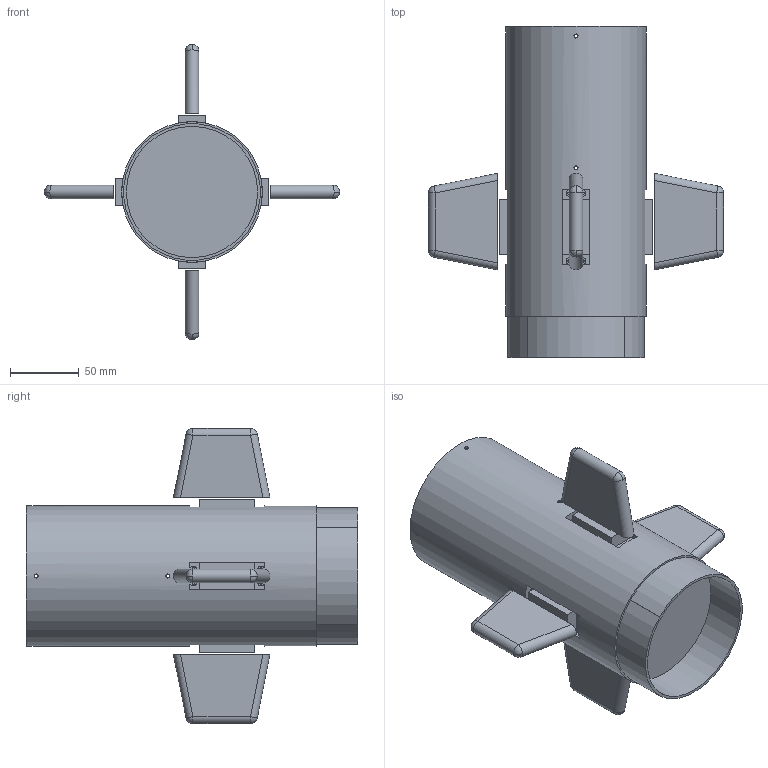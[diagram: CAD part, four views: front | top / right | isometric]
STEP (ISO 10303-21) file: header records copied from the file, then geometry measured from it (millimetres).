
FILE_DESCRIPTION(/* description */ (''),/* implementation_level */ '2;1');
FILE_NAME(/* name */ 'Fin_tester.step',/* time_stamp */ '2025-06-21T12:36:17-07:00',/* author */ (''),/* organization */ (''),/* preprocessor_version */ 'ST-DEVELOPER v20.1',/* originating_system */ 'Autodesk Translation Framework v14.10.0.0',/* authorisation */ '');
FILE_SCHEMA (('AUTOMOTIVE_DESIGN { 1 0 10303 214 3 1 1 }'));
Length unit declared in the file: millimetre
Products named in the file (1): Rocket
Bounding box: 214 x 240 x 214 mm (x, y, z)
Volume: 606608.8 mm3; surface area: 224191.1 mm2
Topology: 9 solids, 9 shells, 264 faces, 705 edges, 463 vertices
Faces by surface type: plane 185, cylinder 63, sphere 16
Full cylindrical faces by diameter (mm): 1.875 x16, 2.93 x8, 95.1 x1, 99.6 x1, 102 x1
Entity records: 8745 total; most frequent: CARTESIAN_POINT 1981, ORIENTED_EDGE 1410, DIRECTION 1350, EDGE_CURVE 705, LINE 518, VECTOR 518, VERTEX_POINT 463, AXIS2_PLACEMENT_3D 416
